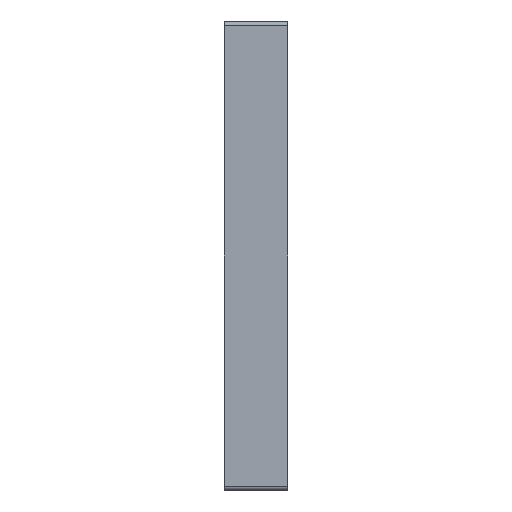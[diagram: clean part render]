
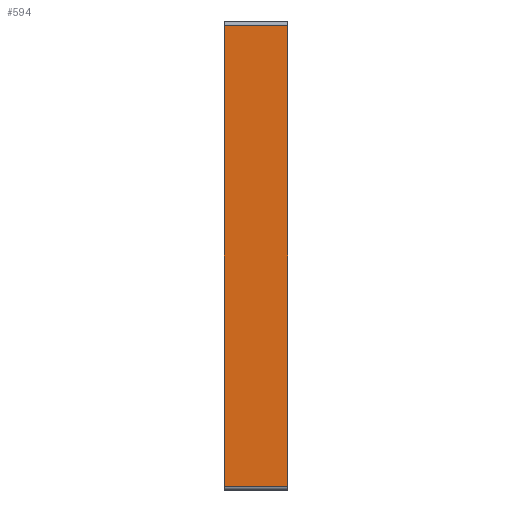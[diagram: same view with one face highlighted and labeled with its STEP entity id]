
A CAD part, left-side view. The second image highlights one B-rep face of the part: STEP entity #594.
In plain terms, the highlighted planar face has unit normal (-1, 0, 0).
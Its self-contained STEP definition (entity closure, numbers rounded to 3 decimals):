
#58=FACE_OUTER_BOUND('',#92,.T.);
#92=EDGE_LOOP('',(#501,#502,#503,#504));
#167=LINE('',#968,#227);
#169=LINE('',#974,#229);
#173=LINE('',#984,#233);
#174=LINE('',#985,#234);
#227=VECTOR('',#795,10.);
#229=VECTOR('',#801,10.);
#233=VECTOR('',#809,10.);
#234=VECTOR('',#810,10.);
#284=VERTEX_POINT('',#965);
#285=VERTEX_POINT('',#967);
#287=VERTEX_POINT('',#973);
#291=VERTEX_POINT('',#983);
#360=EDGE_CURVE('',#284,#285,#167,.T.);
#363=EDGE_CURVE('',#285,#287,#169,.T.);
#368=EDGE_CURVE('',#291,#284,#173,.T.);
#369=EDGE_CURVE('',#287,#291,#174,.T.);
#501=ORIENTED_EDGE('',*,*,#360,.F.);
#502=ORIENTED_EDGE('',*,*,#368,.F.);
#503=ORIENTED_EDGE('',*,*,#369,.F.);
#504=ORIENTED_EDGE('',*,*,#363,.F.);
#565=PLANE('',#659);
#594=ADVANCED_FACE('',(#58),#565,.T.);
#659=AXIS2_PLACEMENT_3D('',#982,#807,#808);
#795=DIRECTION('',(0.,1.,0.));
#801=DIRECTION('',(0.,0.,1.));
#807=DIRECTION('center_axis',(-1.,0.,0.));
#808=DIRECTION('ref_axis',(0.,0.,-1.));
#809=DIRECTION('',(0.,0.,-1.));
#810=DIRECTION('',(0.,-1.,0.));
#965=CARTESIAN_POINT('',(-78.,138.,-62.));
#967=CARTESIAN_POINT('',(-78.,155.,-62.));
#968=CARTESIAN_POINT('',(-78.,140.,-62.));
#973=CARTESIAN_POINT('',(-78.,155.,62.));
#974=CARTESIAN_POINT('',(-78.,155.,-63.));
#982=CARTESIAN_POINT('Origin',(-78.,140.,63.));
#983=CARTESIAN_POINT('',(-78.,138.,62.));
#984=CARTESIAN_POINT('',(-78.,138.,63.));
#985=CARTESIAN_POINT('',(-78.,140.,62.));
